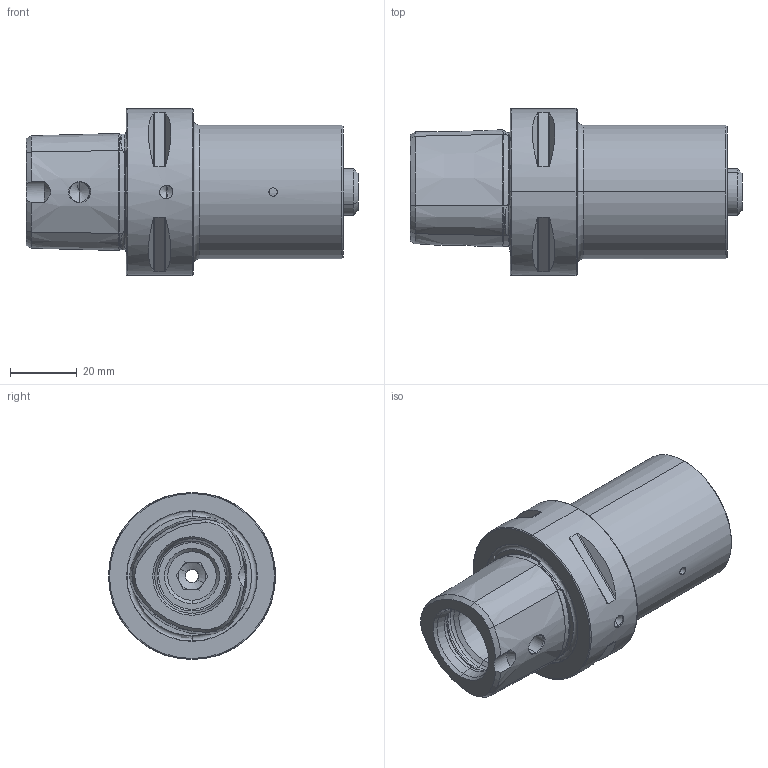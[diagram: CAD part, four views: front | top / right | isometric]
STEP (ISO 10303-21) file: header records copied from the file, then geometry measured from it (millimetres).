
FILE_DESCRIPTION (( 'STEP AP214' ), '1' );
FILE_NAME ('PS5.PS4.K01.065.STEP', '2020-09-16T11:02:49', ( '' ), ( '' ), 'SwSTEP 2.0', 'SolidWorks 2017', '' );
FILE_SCHEMA (( 'AUTOMOTIVE_DESIGN' ));
Length unit declared in the file: millimetre
Products named in the file (5): PS4-ER1.K01.047_A_PreviewCfg; PS5-PS4.K01.065_A; PS5.PS4.K01.065; PS4-ER2.001.017_A; ISO 8745-2.5x8_PreviewCfg
Assembly tree (4 placements, depth 2):
  PS5.PS4.K01.065
    PS5-PS4.K01.065_A
    ISO 8745-2.5x8_PreviewCfg
    PS4-ER1.K01.047_A_PreviewCfg
    PS4-ER2.001.017_A
Bounding box: 99.4 x 50 x 50 mm (x, y, z)
Volume: 97612.6 mm3; surface area: 28611.2 mm2
Topology: 4 solids, 4 shells, 243 faces, 550 edges, 322 vertices
Faces by surface type: cone 71, cylinder 58, torus 56, plane 54, sphere 4
Entity records: 7631 total; most frequent: CARTESIAN_POINT 1896, DIRECTION 1253, ORIENTED_EDGE 1092, EDGE_CURVE 546, AXIS2_PLACEMENT_3D 535, VERTEX_POINT 322, CIRCLE 285, EDGE_LOOP 266
